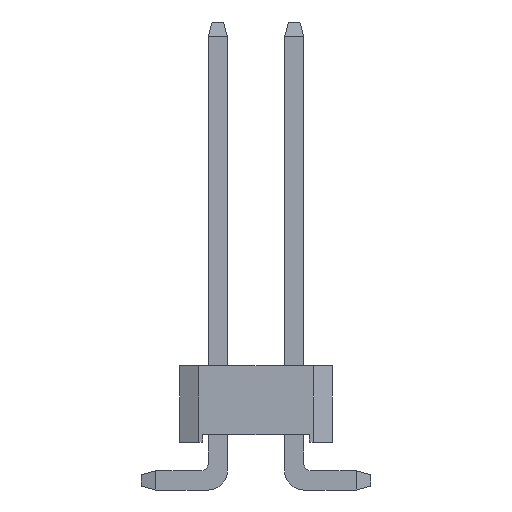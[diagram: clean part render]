
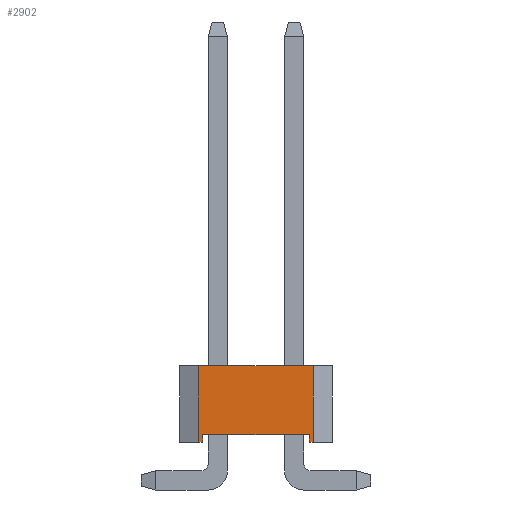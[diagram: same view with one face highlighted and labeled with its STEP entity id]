
A CAD part, left-side view. The second image highlights one B-rep face of the part: STEP entity #2902.
In plain terms, the highlighted planar face has unit normal (-1, 0, 0).
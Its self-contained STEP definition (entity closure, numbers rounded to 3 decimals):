
#31 = CARTESIAN_POINT ( 'NONE',  ( -5., 1.5, -1.5 ) ) ;
#40 = LINE ( 'NONE', #1956, #284 ) ;
#83 = VECTOR ( 'NONE', #1696, 1000. ) ;
#138 = CARTESIAN_POINT ( 'NONE',  ( -5., 1.4, 0.2 ) ) ;
#162 = LINE ( 'NONE', #1584, #222 ) ;
#200 = CARTESIAN_POINT ( 'NONE',  ( -5., 1.5, 2. ) ) ;
#222 = VECTOR ( 'NONE', #2339, 1000. ) ;
#284 = VECTOR ( 'NONE', #2917, 1000. ) ;
#386 = EDGE_CURVE ( 'NONE', #1649, #2376, #703, .T. ) ;
#387 = CARTESIAN_POINT ( 'NONE',  ( -5., -2., 2. ) ) ;
#400 = ORIENTED_EDGE ( 'NONE', *, *, #1181, .F. ) ;
#510 = CARTESIAN_POINT ( 'NONE',  ( -5., -2., 0. ) ) ;
#528 = VERTEX_POINT ( 'NONE', #2471 ) ;
#642 = EDGE_CURVE ( 'NONE', #1004, #2376, #2283, .T. ) ;
#686 = CARTESIAN_POINT ( 'NONE',  ( -5., -1.4, 0. ) ) ;
#692 = ORIENTED_EDGE ( 'NONE', *, *, #386, .T. ) ;
#696 = ORIENTED_EDGE ( 'NONE', *, *, #1805, .T. ) ;
#703 = LINE ( 'NONE', #1674, #750 ) ;
#744 = CARTESIAN_POINT ( 'NONE',  ( -5., 1.4, 0. ) ) ;
#750 = VECTOR ( 'NONE', #1447, 1000. ) ;
#754 = FACE_OUTER_BOUND ( 'NONE', #1484, .T. ) ;
#871 = DIRECTION ( 'NONE',  ( 0., 0., 1. ) ) ;
#880 = ORIENTED_EDGE ( 'NONE', *, *, #2511, .T. ) ;
#973 = PLANE ( 'NONE',  #2860 ) ;
#1004 = VERTEX_POINT ( 'NONE', #200 ) ;
#1117 = VERTEX_POINT ( 'NONE', #686 ) ;
#1181 = EDGE_CURVE ( 'NONE', #1246, #1004, #2188, .T. ) ;
#1200 = EDGE_CURVE ( 'NONE', #1117, #528, #162, .T. ) ;
#1246 = VERTEX_POINT ( 'NONE', #3092 ) ;
#1317 = VECTOR ( 'NONE', #2580, 1000. ) ;
#1352 = DIRECTION ( 'NONE',  ( 0., -1., 0. ) ) ;
#1447 = DIRECTION ( 'NONE',  ( 0., 0., 1. ) ) ;
#1479 = VECTOR ( 'NONE', #1352, 1000. ) ;
#1484 = EDGE_LOOP ( 'NONE', ( #880, #1830, #3094, #1737, #696, #692, #2507, #400 ) ) ;
#1486 = LINE ( 'NONE', #2677, #83 ) ;
#1584 = CARTESIAN_POINT ( 'NONE',  ( -5., -1.4, 0. ) ) ;
#1649 = VERTEX_POINT ( 'NONE', #2086 ) ;
#1674 = CARTESIAN_POINT ( 'NONE',  ( -5., -1.5, -1.5 ) ) ;
#1696 = DIRECTION ( 'NONE',  ( 0., -1., 0. ) ) ;
#1737 = ORIENTED_EDGE ( 'NONE', *, *, #1200, .F. ) ;
#1782 = CARTESIAN_POINT ( 'NONE',  ( -5., 1.4, 0. ) ) ;
#1788 = VERTEX_POINT ( 'NONE', #1782 ) ;
#1805 = EDGE_CURVE ( 'NONE', #1117, #1649, #2670, .T. ) ;
#1830 = ORIENTED_EDGE ( 'NONE', *, *, #2493, .F. ) ;
#1885 = VERTEX_POINT ( 'NONE', #138 ) ;
#1956 = CARTESIAN_POINT ( 'NONE',  ( -5., 1.4, 0.2 ) ) ;
#2086 = CARTESIAN_POINT ( 'NONE',  ( -5., -1.5, 0. ) ) ;
#2133 = VECTOR ( 'NONE', #871, 1000. ) ;
#2183 = DIRECTION ( 'NONE',  ( 0., 0., -1. ) ) ;
#2188 = LINE ( 'NONE', #31, #2133 ) ;
#2214 = CARTESIAN_POINT ( 'NONE',  ( -5., -2., 2. ) ) ;
#2229 = DIRECTION ( 'NONE',  ( 0., 0., -1. ) ) ;
#2283 = LINE ( 'NONE', #387, #1479 ) ;
#2339 = DIRECTION ( 'NONE',  ( 0., 0., 1. ) ) ;
#2376 = VERTEX_POINT ( 'NONE', #2578 ) ;
#2471 = CARTESIAN_POINT ( 'NONE',  ( -5., -1.4, 0.2 ) ) ;
#2493 = EDGE_CURVE ( 'NONE', #1885, #1788, #2934, .T. ) ;
#2507 = ORIENTED_EDGE ( 'NONE', *, *, #642, .F. ) ;
#2511 = EDGE_CURVE ( 'NONE', #1246, #1788, #1486, .T. ) ;
#2578 = CARTESIAN_POINT ( 'NONE',  ( -5., -1.5, 2. ) ) ;
#2580 = DIRECTION ( 'NONE',  ( 0., -1., 0. ) ) ;
#2670 = LINE ( 'NONE', #510, #1317 ) ;
#2674 = DIRECTION ( 'NONE',  ( 1., 0., 0. ) ) ;
#2677 = CARTESIAN_POINT ( 'NONE',  ( -5., -2., 0. ) ) ;
#2752 = VECTOR ( 'NONE', #2183, 1000. ) ;
#2860 = AXIS2_PLACEMENT_3D ( 'NONE', #2214, #2674, #2229 ) ;
#2902 = ADVANCED_FACE ( 'NONE', ( #754 ), #973, .F. ) ;
#2917 = DIRECTION ( 'NONE',  ( 0., 1., 0. ) ) ;
#2934 = LINE ( 'NONE', #744, #2752 ) ;
#2992 = EDGE_CURVE ( 'NONE', #528, #1885, #40, .T. ) ;
#3092 = CARTESIAN_POINT ( 'NONE',  ( -5., 1.5, 0. ) ) ;
#3094 = ORIENTED_EDGE ( 'NONE', *, *, #2992, .F. ) ;
